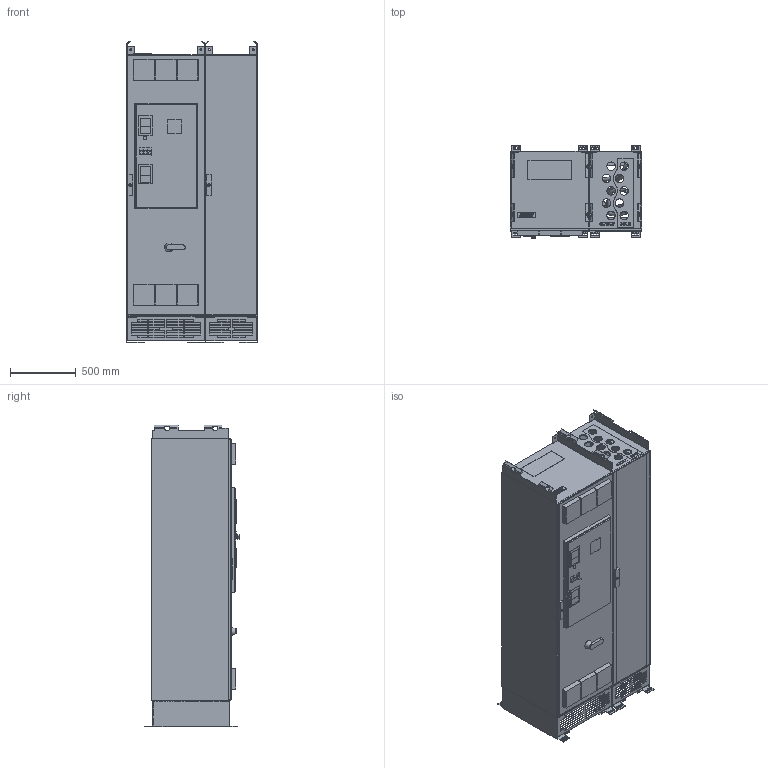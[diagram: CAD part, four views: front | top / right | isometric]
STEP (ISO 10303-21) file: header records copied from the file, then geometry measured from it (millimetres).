
FILE_DESCRIPTION(/* description */ (''),/* implementation_level */ '2;1');
FILE_NAME(/* name */ '181K5228.stp',/* time_stamp */ '2026-02-19T08:29:18+02:00',/* author */ (''),/* organization */ (''),/* preprocessor_version */ 'ST-DEVELOPER v20',/* originating_system */ 'SIEMENS PLM Software NX2312.3002',/* authorisation */ '');
FILE_SCHEMA (('AUTOMOTIVE_DESIGN { 1 0 10303 214 3 1 1 1 }'));
Products named in the file (9): 181K5230; 181K4902; 181K4889; 181K4890; 181K4900; 181K4961_114789ID; 181K5229; 181K5217; 181K5228
Assembly tree (8 placements, depth 3):
  181K5228
    181K5217
      181K4961_114789ID
      181K4900
      181K4890
    181K5229
      181K4889
      181K4902
      181K5230
Bounding box: 1000 x 719.76 x 2302.5 mm (x, y, z)
Volume: 347558979.7 mm3; surface area: 28409402.5 mm2
Topology: 5 solids, 30 shells, 3042 faces, 8505 edges, 5655 vertices
Faces by surface type: plane 2500, cylinder 361, extrusion 86, cone 60, bspline 35
Full cylindrical faces by diameter (mm): 3 x2, 4.6 x1, 6.5 x4, 10 x18, 10.5 x11, 12.2 x8, 13 x12, 15.5 x36, 19.788 x2, 22 x4, 28 x1, 28.472 x2, 28.5 x1, 40 x6, 65 x18
Entity records: 134956 total; most frequent: CARTESIAN_POINT 44385, ORIENTED_EDGE 16312, DIRECTION 14347, EDGE_CURVE 8156, VECTOR 6963, LINE 6877, VERTEX_POINT 5539, EDGE_LOOP 3959
